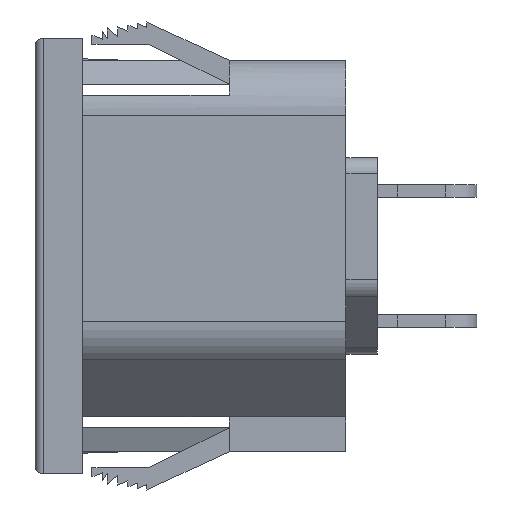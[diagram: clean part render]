
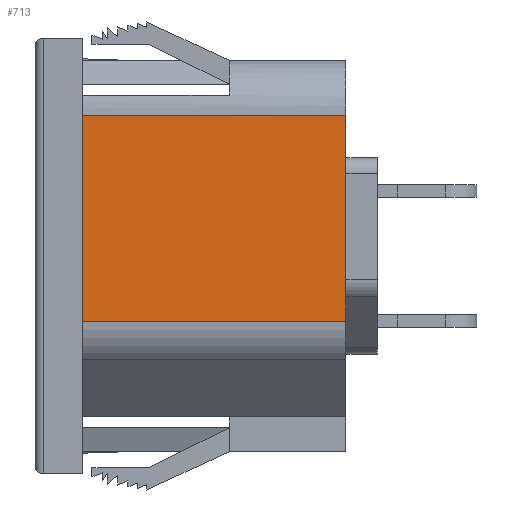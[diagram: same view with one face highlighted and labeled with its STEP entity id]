
A CAD part, left-side view. The second image highlights one B-rep face of the part: STEP entity #713.
In plain terms, the highlighted planar face has unit normal (-1, 0, 0).
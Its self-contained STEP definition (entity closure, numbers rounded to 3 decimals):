
#363 = CARTESIAN_POINT ( 'NONE',  ( -16., -19.7, 8.9 ) ) ;
#496 = VECTOR ( 'NONE', #9048, 1000. ) ;
#661 = ORIENTED_EDGE ( 'NONE', *, *, #2160, .T. ) ;
#713 = ADVANCED_FACE ( 'NONE', ( #5444 ), #3756, .F. ) ;
#760 = VECTOR ( 'NONE', #8291, 1000. ) ;
#1673 = LINE ( 'NONE', #2685, #3988 ) ;
#2137 = VERTEX_POINT ( 'NONE', #6951 ) ;
#2160 = EDGE_CURVE ( 'NONE', #9997, #5089, #1673, .T. ) ;
#2517 = LINE ( 'NONE', #363, #496 ) ;
#2685 = CARTESIAN_POINT ( 'NONE',  ( -16., -19.7, 8.9 ) ) ;
#2881 = DIRECTION ( 'NONE',  ( 0., 0., -1. ) ) ;
#2893 = CARTESIAN_POINT ( 'NONE',  ( -16., -19.7, -4.122 ) ) ;
#3373 = DIRECTION ( 'NONE',  ( 0., 1., 0. ) ) ;
#3756 = PLANE ( 'NONE',  #10294 ) ;
#3764 = CARTESIAN_POINT ( 'NONE',  ( -16., -3., 8.9 ) ) ;
#3988 = VECTOR ( 'NONE', #3373, 1000. ) ;
#4555 = EDGE_LOOP ( 'NONE', ( #5925, #9531, #8976, #661 ) ) ;
#4727 = VERTEX_POINT ( 'NONE', #5294 ) ;
#4864 = EDGE_CURVE ( 'NONE', #5089, #4727, #9976, .T. ) ;
#5089 = VERTEX_POINT ( 'NONE', #3764 ) ;
#5165 = CARTESIAN_POINT ( 'NONE',  ( -16., -19.7, 8.9 ) ) ;
#5294 = CARTESIAN_POINT ( 'NONE',  ( -16., -3., -4.122 ) ) ;
#5444 = FACE_OUTER_BOUND ( 'NONE', #4555, .T. ) ;
#5925 = ORIENTED_EDGE ( 'NONE', *, *, #4864, .T. ) ;
#6564 = LINE ( 'NONE', #2893, #10921 ) ;
#6951 = CARTESIAN_POINT ( 'NONE',  ( -16., -19.7, -4.122 ) ) ;
#7188 = CARTESIAN_POINT ( 'NONE',  ( -16., -3., 8.9 ) ) ;
#8291 = DIRECTION ( 'NONE',  ( 0., 0., -1. ) ) ;
#8956 = DIRECTION ( 'NONE',  ( 1., 0., 0. ) ) ;
#8976 = ORIENTED_EDGE ( 'NONE', *, *, #9163, .F. ) ;
#9048 = DIRECTION ( 'NONE',  ( 0., 0., -1. ) ) ;
#9163 = EDGE_CURVE ( 'NONE', #9997, #2137, #2517, .T. ) ;
#9531 = ORIENTED_EDGE ( 'NONE', *, *, #9630, .F. ) ;
#9630 = EDGE_CURVE ( 'NONE', #2137, #4727, #6564, .T. ) ;
#9976 = LINE ( 'NONE', #7188, #760 ) ;
#9997 = VERTEX_POINT ( 'NONE', #5165 ) ;
#10294 = AXIS2_PLACEMENT_3D ( 'NONE', #10560, #8956, #2881 ) ;
#10560 = CARTESIAN_POINT ( 'NONE',  ( -16., -19.7, 8.9 ) ) ;
#10700 = DIRECTION ( 'NONE',  ( 0., 1., 0. ) ) ;
#10921 = VECTOR ( 'NONE', #10700, 1000. ) ;
